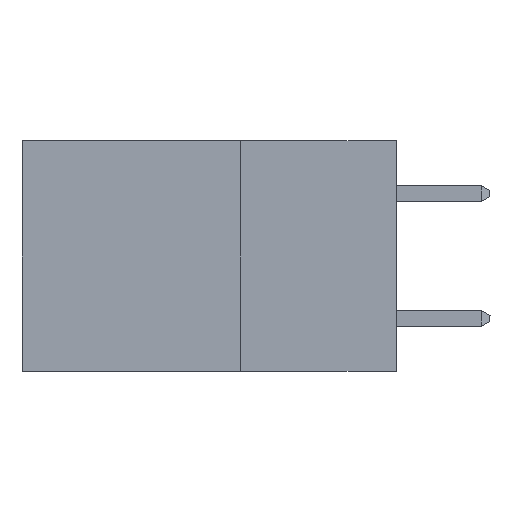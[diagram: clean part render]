
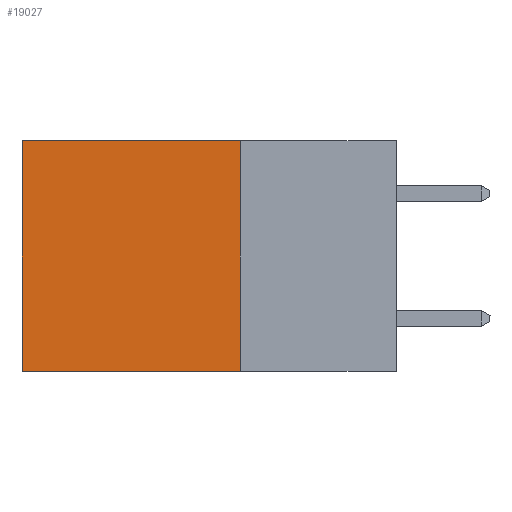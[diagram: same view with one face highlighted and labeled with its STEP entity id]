
A CAD part, left-side view. The second image highlights one B-rep face of the part: STEP entity #19027.
In plain terms, the highlighted planar face has unit normal (-1, 0, 0).
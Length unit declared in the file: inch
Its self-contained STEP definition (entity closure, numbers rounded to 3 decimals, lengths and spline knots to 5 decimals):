
#650 = CARTESIAN_POINT ( 'NONE',  ( 0.2615, 0.25, -0.37 ) ) ;
#2903 = LINE ( 'NONE', #11224, #19954 ) ;
#3017 = CARTESIAN_POINT ( 'NONE',  ( 0.2615, 0.25, -0.37 ) ) ;
#4015 = VECTOR ( 'NONE', #13274, 39.37008 ) ;
#4298 = DIRECTION ( 'NONE',  ( 0., 1., 0. ) ) ;
#4761 = CARTESIAN_POINT ( 'NONE',  ( 0.2615, 0.25, 0. ) ) ;
#6177 = VECTOR ( 'NONE', #16712, 39.37008 ) ;
#6408 = VERTEX_POINT ( 'NONE', #16668 ) ;
#6895 = CARTESIAN_POINT ( 'NONE',  ( 0.2615, 0.6, 0. ) ) ;
#7104 = VECTOR ( 'NONE', #15716, 39.37008 ) ;
#7593 = ORIENTED_EDGE ( 'NONE', *, *, #13483, .T. ) ;
#8266 = PLANE ( 'NONE',  #19088 ) ;
#9905 = ORIENTED_EDGE ( 'NONE', *, *, #12560, .F. ) ;
#10317 = LINE ( 'NONE', #4761, #6177 ) ;
#11224 = CARTESIAN_POINT ( 'NONE',  ( 0.2615, 0.25, -0.37 ) ) ;
#11521 = CARTESIAN_POINT ( 'NONE',  ( 0.2615, 0.6, -0.37 ) ) ;
#11752 = DIRECTION ( 'NONE',  ( 0., 0., -1. ) ) ;
#12061 = CARTESIAN_POINT ( 'NONE',  ( 0.2615, 0.25, 0. ) ) ;
#12317 = ORIENTED_EDGE ( 'NONE', *, *, #20355, .F. ) ;
#12560 = EDGE_CURVE ( 'NONE', #13809, #6408, #2903, .T. ) ;
#13274 = DIRECTION ( 'NONE',  ( 0., 0., -1. ) ) ;
#13483 = EDGE_CURVE ( 'NONE', #13637, #15613, #10317, .T. ) ;
#13637 = VERTEX_POINT ( 'NONE', #12061 ) ;
#13809 = VERTEX_POINT ( 'NONE', #650 ) ;
#14044 = EDGE_CURVE ( 'NONE', #15613, #6408, #17593, .T. ) ;
#14047 = CARTESIAN_POINT ( 'NONE',  ( 0.2615, 0.25, -0.37 ) ) ;
#14472 = ORIENTED_EDGE ( 'NONE', *, *, #14044, .T. ) ;
#15613 = VERTEX_POINT ( 'NONE', #6895 ) ;
#15716 = DIRECTION ( 'NONE',  ( 0., 0., -1. ) ) ;
#16156 = LINE ( 'NONE', #14047, #7104 ) ;
#16668 = CARTESIAN_POINT ( 'NONE',  ( 0.2615, 0.6, -0.37 ) ) ;
#16712 = DIRECTION ( 'NONE',  ( 0., 1., 0. ) ) ;
#17593 = LINE ( 'NONE', #11521, #4015 ) ;
#19027 = ADVANCED_FACE ( 'NONE', ( #20564 ), #8266, .F. ) ;
#19088 = AXIS2_PLACEMENT_3D ( 'NONE', #3017, #21690, #11752 ) ;
#19954 = VECTOR ( 'NONE', #4298, 39.37008 ) ;
#19984 = EDGE_LOOP ( 'NONE', ( #14472, #9905, #12317, #7593 ) ) ;
#20355 = EDGE_CURVE ( 'NONE', #13637, #13809, #16156, .T. ) ;
#20564 = FACE_OUTER_BOUND ( 'NONE', #19984, .T. ) ;
#21690 = DIRECTION ( 'NONE',  ( 1., 0., 0. ) ) ;
